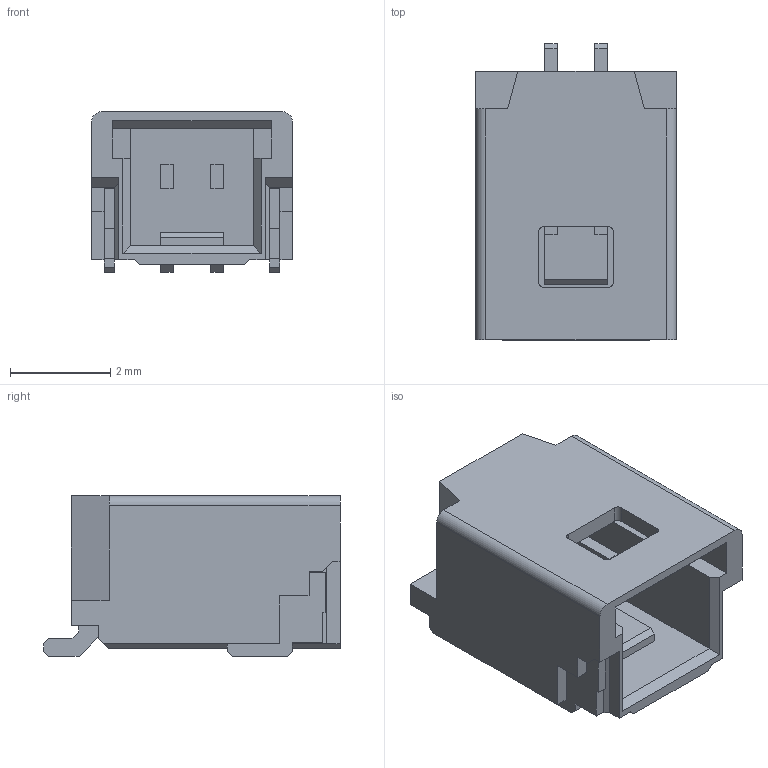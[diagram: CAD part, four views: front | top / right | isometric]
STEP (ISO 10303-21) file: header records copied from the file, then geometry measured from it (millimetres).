
FILE_DESCRIPTION(('STEP AP242'),'1');
FILE_NAME('5015680207.stp','2024-08-28T05:40:23',('TraceParts'),('TraceParts S.A.'),'Spatial InterOp 3D',' ',' ');
FILE_SCHEMA(('AP242_MANAGED_MODEL_BASED_3D_ENGINEERING_MIM_LF {1 0 10303 442 1 1 4}'));
Length unit declared in the file: millimetre
Products named in the file (1): 5015680207
Bounding box: 4 x 5.9 x 3.2 mm (x, y, z)
Volume: 35.9 mm3; surface area: 153.7 mm2
Topology: 1 solids, 1 shells, 125 faces, 356 edges, 236 vertices
Faces by surface type: plane 119, cylinder 6
Entity records: 4019 total; most frequent: CARTESIAN_POINT 718, ORIENTED_EDGE 712, DIRECTION 620, EDGE_CURVE 356, LINE 344, VECTOR 344, VERTEX_POINT 236, AXIS2_PLACEMENT_3D 138
